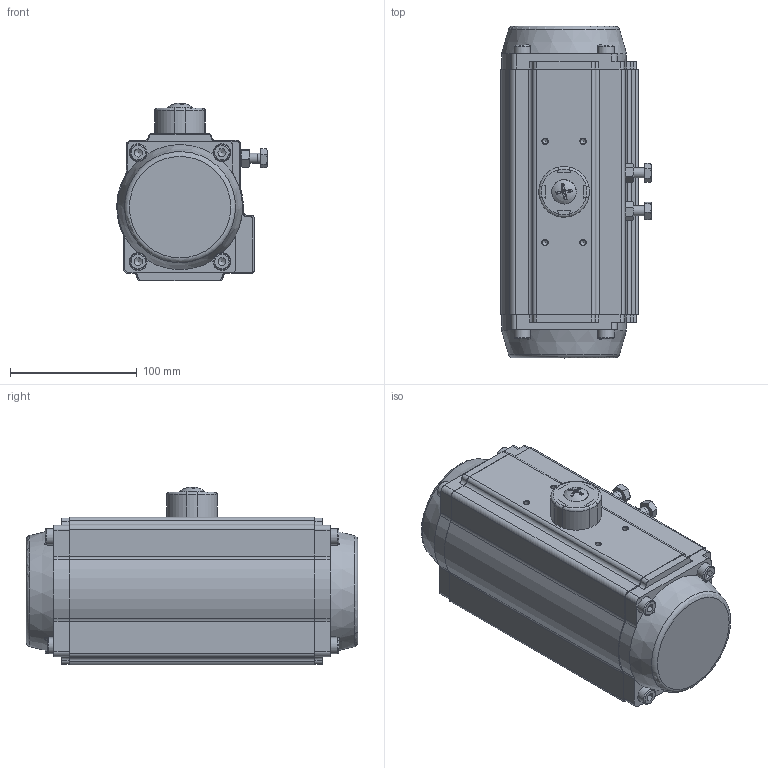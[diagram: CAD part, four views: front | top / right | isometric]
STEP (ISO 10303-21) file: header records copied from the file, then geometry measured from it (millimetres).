
FILE_DESCRIPTION(/* description */ (''),/* implementation_level */ '2;1');
FILE_NAME(/* name */ '5051092574 C-92SR12 F05+F07 14x14.stp',/* time_stamp */ '2016-12-30T14:15:08+08:00',/* author */ (''),/* organization */ (''),/* preprocessor_version */ 'ST-DEVELOPER v15',/* originating_system */ 'SIEMENS PLM Software NX 8.5',/* authorisation */ '');
FILE_SCHEMA (('AUTOMOTIVE_DESIGN { 1 0 10303 214 3 1 1 1 }'));
Length unit declared in the file: millimetre
Products named in the file (11): C-92-02-R; C-92-02-L; Indicator screw-92; Indicator-92; Nut adjust screw; Adjust screw; End-cap screw; C-92-08; U-92-004 14x14; C-92-01; C-92 14x14
Assembly tree (19 placements, depth 2):
  C-92 14x14
    C-92-01
    U-92-004 14x14
    C-92-08
    End-cap screw  x8
    Adjust screw  x2
    Nut adjust screw  x2
    Indicator-92
    Indicator screw-92
    C-92-02-L
    C-92-02-R
Bounding box: 118.82 x 262 x 140.42 mm (x, y, z)
Volume: 1231734.6 mm3; surface area: 317179.1 mm2
Topology: 36 solids, 36 shells, 1110 faces, 2920 edges, 1897 vertices
Faces by surface type: cylinder 380, plane 358, cone 194, extrusion 120, torus 52, bspline 3, sphere 3
Full cylindrical faces by diameter (mm): 4.2 x8, 5 x9, 6 x1, 6.144 x1, 6.645 x10, 6.647 x12, 6.8 x16, 7 x2, 8 x22, 8.001 x2, 9 x8, 10.3 x2, 13 x9, 14 x8, 20 x1, 21.2 x1, 21.4 x1, 23.3 x1, 25 x17, 32 x1, 34 x1, 35.4 x2, 39 x4, 91.5 x2, 92 x1, 96 x2
Entity records: 31669 total; most frequent: CARTESIAN_POINT 9776, DIRECTION 4379, ORIENTED_EDGE 4266, EDGE_CURVE 2133, AXIS2_PLACEMENT_3D 1724, VERTEX_POINT 1520, EDGE_LOOP 1202, VECTOR 931
